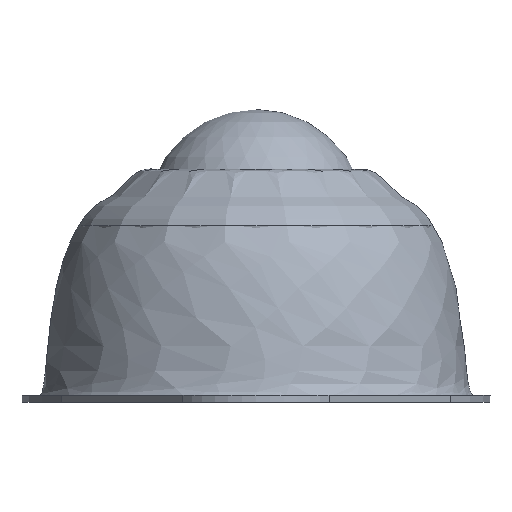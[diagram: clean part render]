
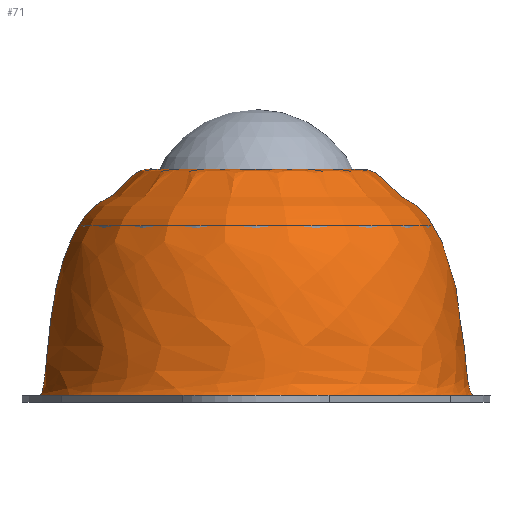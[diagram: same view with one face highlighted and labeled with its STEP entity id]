
A CAD part, left-side view. The second image highlights one B-rep face of the part: STEP entity #71.
In plain terms, the highlighted face is a revolution surface.
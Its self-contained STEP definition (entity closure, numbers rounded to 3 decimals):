
#71 = ADVANCED_FACE('',(#72),#85,.T.);
#72 = FACE_BOUND('',#73,.T.);
#73 = EDGE_LOOP('',(#74,#105,#134,#149));
#74 = ORIENTED_EDGE('',*,*,#75,.T.);
#75 = EDGE_CURVE('',#76,#76,#78,.T.);
#76 = VERTEX_POINT('',#77);
#77 = CARTESIAN_POINT('',(0.,6.827,15.928));
#78 = SURFACE_CURVE('',#79,(#84),.PCURVE_S1.);
#79 = CIRCLE('',#80,6.827);
#80 = AXIS2_PLACEMENT_3D('',#81,#82,#83);
#81 = CARTESIAN_POINT('',(0.,0.,15.928));
#82 = DIRECTION('',(0.,-0.,1.));
#83 = DIRECTION('',(0.,1.,0.));
#84 = PCURVE('',#85,#99);
#85 = SURFACE_OF_REVOLUTION('',#86,#96);
#86 = B_SPLINE_CURVE_WITH_KNOTS('',3,(#87,#88,#89,#90,#91,#92,#93,#94,
    #95),.UNSPECIFIED.,.F.,.F.,(4,1,1,1,1,1,4),(0.,2.319,
    3.656,4.281,6.723,17.467,
    22.385),.UNSPECIFIED.);
#87 = CARTESIAN_POINT('',(0.,6.827,15.928));
#88 = CARTESIAN_POINT('',(0.,7.835,16.051));
#89 = CARTESIAN_POINT('',(-0.001,8.753,
    15.274));
#90 = CARTESIAN_POINT('',(0.001,9.667,
    14.122));
#91 = CARTESIAN_POINT('',(-0.004,11.046,
    13.552));
#92 = CARTESIAN_POINT('',(0.184,14.054,9.889)
  );
#93 = CARTESIAN_POINT('',(-2.405,14.169,1.537
    ));
#94 = CARTESIAN_POINT('',(2.236,14.794,
    -0.039));
#95 = CARTESIAN_POINT('',(4.743,15.272,0.5));
#96 = AXIS1_PLACEMENT('',#97,#98);
#97 = CARTESIAN_POINT('',(0.,0.,0.));
#98 = DIRECTION('',(0.,0.,1.));
#99 = DEFINITIONAL_REPRESENTATION('',(#100),#104);
#100 = LINE('',#101,#102);
#101 = CARTESIAN_POINT('',(0.,0.));
#102 = VECTOR('',#103,1.);
#103 = DIRECTION('',(1.,0.));
#104 = ( GEOMETRIC_REPRESENTATION_CONTEXT(2) 
PARAMETRIC_REPRESENTATION_CONTEXT() REPRESENTATION_CONTEXT('2D SPACE',''
  ) );
#105 = ORIENTED_EDGE('',*,*,#106,.T.);
#106 = EDGE_CURVE('',#76,#107,#109,.T.);
#107 = VERTEX_POINT('',#108);
#108 = CARTESIAN_POINT('',(4.743,15.272,0.5));
#109 = SEAM_CURVE('',#110,(#120,#127),.PCURVE_S1.);
#110 = B_SPLINE_CURVE_WITH_KNOTS('',3,(#111,#112,#113,#114,#115,#116,
    #117,#118,#119),.UNSPECIFIED.,.F.,.F.,(4,1,1,1,1,1,4),(0.,
    2.319,3.656,4.281,6.723,
    17.467,22.385),.UNSPECIFIED.);
#111 = CARTESIAN_POINT('',(0.,6.827,15.928));
#112 = CARTESIAN_POINT('',(0.,7.835,16.051));
#113 = CARTESIAN_POINT('',(-0.001,8.753,
    15.274));
#114 = CARTESIAN_POINT('',(0.001,9.667,
    14.122));
#115 = CARTESIAN_POINT('',(-0.004,11.046,
    13.552));
#116 = CARTESIAN_POINT('',(0.184,14.054,9.889
    ));
#117 = CARTESIAN_POINT('',(-2.405,14.169,
    1.537));
#118 = CARTESIAN_POINT('',(2.236,14.794,
    -0.039));
#119 = CARTESIAN_POINT('',(4.743,15.272,0.5));
#120 = PCURVE('',#85,#121);
#121 = DEFINITIONAL_REPRESENTATION('',(#122),#126);
#122 = LINE('',#123,#124);
#123 = CARTESIAN_POINT('',(0.,0.));
#124 = VECTOR('',#125,1.);
#125 = DIRECTION('',(0.,1.));
#126 = ( GEOMETRIC_REPRESENTATION_CONTEXT(2) 
PARAMETRIC_REPRESENTATION_CONTEXT() REPRESENTATION_CONTEXT('2D SPACE',''
  ) );
#127 = PCURVE('',#85,#128);
#128 = DEFINITIONAL_REPRESENTATION('',(#129),#133);
#129 = LINE('',#130,#131);
#130 = CARTESIAN_POINT('',(6.283,0.));
#131 = VECTOR('',#132,1.);
#132 = DIRECTION('',(0.,1.));
#133 = ( GEOMETRIC_REPRESENTATION_CONTEXT(2) 
PARAMETRIC_REPRESENTATION_CONTEXT() REPRESENTATION_CONTEXT('2D SPACE',''
  ) );
#134 = ORIENTED_EDGE('',*,*,#135,.F.);
#135 = EDGE_CURVE('',#107,#107,#136,.T.);
#136 = SURFACE_CURVE('',#137,(#142),.PCURVE_S1.);
#137 = CIRCLE('',#138,15.992);
#138 = AXIS2_PLACEMENT_3D('',#139,#140,#141);
#139 = CARTESIAN_POINT('',(0.,0.,0.5));
#140 = DIRECTION('',(0.,0.,1.));
#141 = DIRECTION('',(0.297,0.955,-0.));
#142 = PCURVE('',#85,#143);
#143 = DEFINITIONAL_REPRESENTATION('',(#144),#148);
#144 = LINE('',#145,#146);
#145 = CARTESIAN_POINT('',(0.,22.385));
#146 = VECTOR('',#147,1.);
#147 = DIRECTION('',(1.,0.));
#148 = ( GEOMETRIC_REPRESENTATION_CONTEXT(2) 
PARAMETRIC_REPRESENTATION_CONTEXT() REPRESENTATION_CONTEXT('2D SPACE',''
  ) );
#149 = ORIENTED_EDGE('',*,*,#106,.F.);
